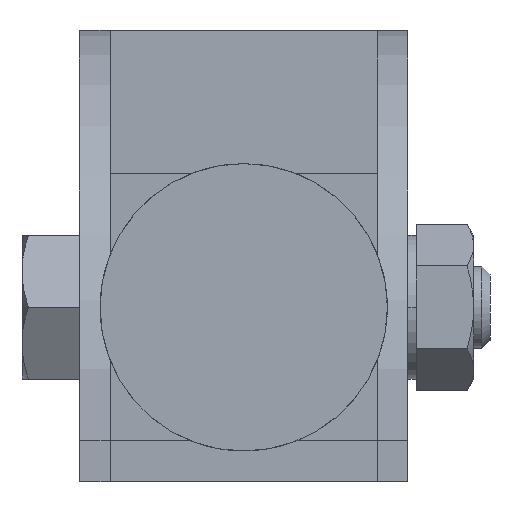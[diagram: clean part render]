
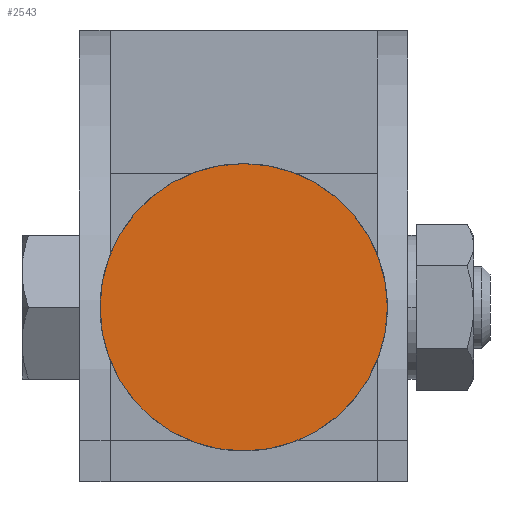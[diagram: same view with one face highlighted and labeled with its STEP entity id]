
A CAD part, left-side view. The second image highlights one B-rep face of the part: STEP entity #2543.
In plain terms, the highlighted planar face has unit normal (-1, 0, 0).
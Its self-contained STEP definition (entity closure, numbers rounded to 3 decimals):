
#6 = CARTESIAN_POINT ( 'NONE',  ( -30., 0., 0. ) ) ;
#276 = AXIS2_PLACEMENT_3D ( 'NONE', #385, #370, #1088 ) ;
#370 = DIRECTION ( 'NONE',  ( -1., 0., 0. ) ) ;
#385 = CARTESIAN_POINT ( 'NONE',  ( -30., 0., 0. ) ) ;
#538 = DIRECTION ( 'NONE',  ( -1., 0., 0. ) ) ;
#738 = CARTESIAN_POINT ( 'NONE',  ( -30., 0., 0. ) ) ;
#742 = EDGE_CURVE ( 'NONE', #875, #1134, #2246, .T. ) ;
#749 = DIRECTION ( 'NONE',  ( 0., 0., 1. ) ) ;
#797 = EDGE_LOOP ( 'NONE', ( #2484, #3025 ) ) ;
#875 = VERTEX_POINT ( 'NONE', #1911 ) ;
#981 = FACE_OUTER_BOUND ( 'NONE', #797, .T. ) ;
#1057 = CIRCLE ( 'NONE', #1665, 7. ) ;
#1088 = DIRECTION ( 'NONE',  ( 0., 0., 1. ) ) ;
#1134 = VERTEX_POINT ( 'NONE', #2075 ) ;
#1665 = AXIS2_PLACEMENT_3D ( 'NONE', #738, #1682, #2177 ) ;
#1682 = DIRECTION ( 'NONE',  ( -1., 0., 0. ) ) ;
#1911 = CARTESIAN_POINT ( 'NONE',  ( -30., 0., 7. ) ) ;
#2075 = CARTESIAN_POINT ( 'NONE',  ( -30., 0., -7. ) ) ;
#2177 = DIRECTION ( 'NONE',  ( 0., 0., 1. ) ) ;
#2246 = CIRCLE ( 'NONE', #276, 7. ) ;
#2484 = ORIENTED_EDGE ( 'NONE', *, *, #2496, .T. ) ;
#2496 = EDGE_CURVE ( 'NONE', #1134, #875, #1057, .T. ) ;
#2543 = ADVANCED_FACE ( 'NONE', ( #981 ), #2883, .T. ) ;
#2883 = PLANE ( 'NONE',  #3059 ) ;
#3025 = ORIENTED_EDGE ( 'NONE', *, *, #742, .T. ) ;
#3059 = AXIS2_PLACEMENT_3D ( 'NONE', #6, #538, #749 ) ;
